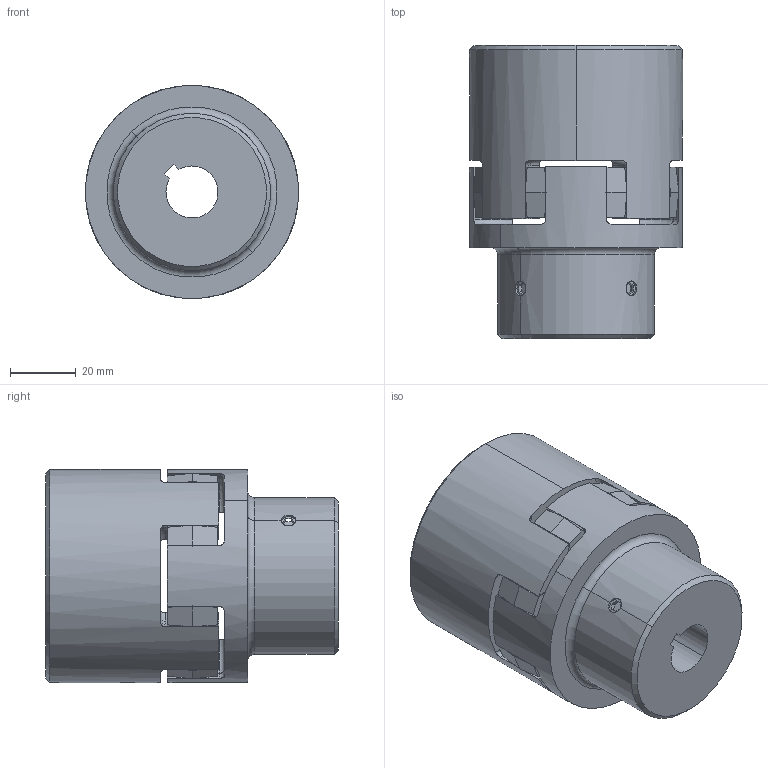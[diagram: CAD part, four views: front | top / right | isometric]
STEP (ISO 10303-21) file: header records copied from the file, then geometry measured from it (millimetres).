
FILE_DESCRIPTION (( 'STEP AP203' ), '1' );
FILE_NAME ('8371.STEP', '2016-03-28T18:13:39', ( 'IT' ), ( 'Microsoft' ), 'SwSTEP 2.0', 'SolidWorks 2016', '' );
FILE_SCHEMA (( 'CONFIG_CONTROL_DESIGN' ));
Length unit declared in the file: inch
Products named in the file (1): 8371
Bounding box: 65.02 x 89.41 x 65.02 mm (x, y, z)
Surface area: 42515.7 mm2 (no closed solid volume)
Topology: 0 solids, 4 shells, 161 faces, 526 edges, 356 vertices
Faces by surface type: plane 64, cylinder 39, cone 36, torus 22
Entity records: 6454 total; most frequent: CARTESIAN_POINT 1840, DIRECTION 960, ORIENTED_EDGE 878, EDGE_CURVE 526, AXIS2_PLACEMENT_3D 380, VERTEX_POINT 356, CIRCLE 218, VECTOR 200
